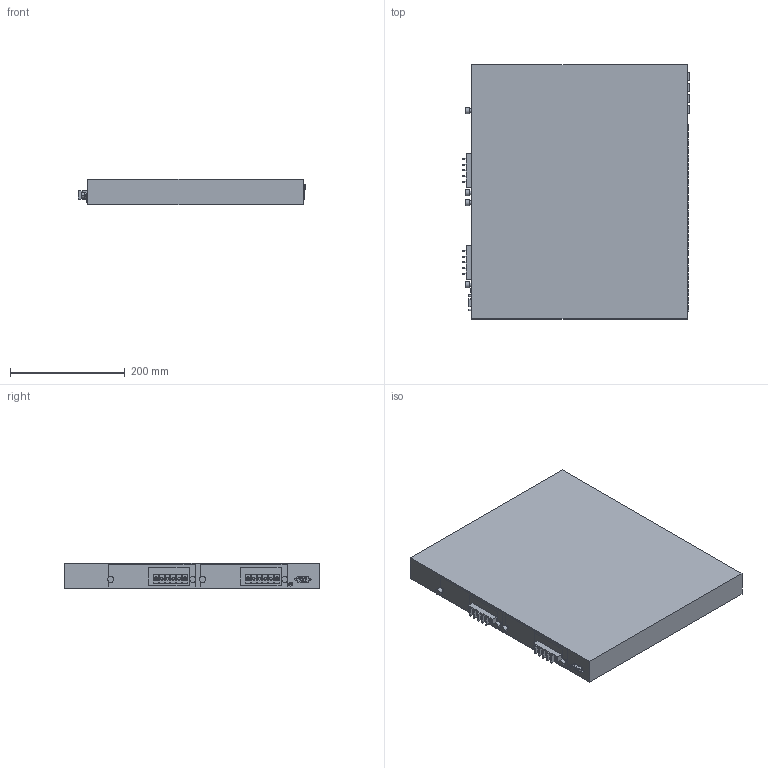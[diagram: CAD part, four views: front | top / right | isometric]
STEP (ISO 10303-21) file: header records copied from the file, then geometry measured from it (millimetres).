
FILE_DESCRIPTION(('Creo Elements/Direct Modeling STEP Export'),'2;1');
FILE_NAME('model.stp','2020-09-10T11:22:41',(''),(''),'Creo Elements/Direct Modeling STEP processor for AP214 (Solid Model)','Creo Elements/Direct Modeling 20.1A 29-Sep-2018 (C) Parametric Technology GmbH','');
FILE_SCHEMA(('AUTOMOTIVE_DESIGN { 1 0 10303 214 1 1 1 1 }'));
Length unit declared in the file: millimetre
Products named in the file (2): FL_SWITCH_4808E_24FX_..._4GC-select
Assembly tree (1 placements, depth 2):
  FL_SWITCH_4808E_24FX_..._4GC-select
    FL_SWITCH_4808E_24FX_..._4GC-select
Bounding box: 395.68 x 442 x 44 mm (x, y, z)
Volume: 7288897.2 mm3; surface area: 451506.3 mm2
Topology: 1 solids, 1 shells, 1141 faces, 2618 edges, 1746 vertices
Faces by surface type: plane 797, cylinder 344
Entity records: 32408 total; most frequent: ORIENTED_EDGE 5236, CARTESIAN_POINT 5060, DIRECTION 4704, EDGE_CURVE 2618, VECTOR 1924, LINE 1924, VERTEX_POINT 1746, EDGE_LOOP 1408
